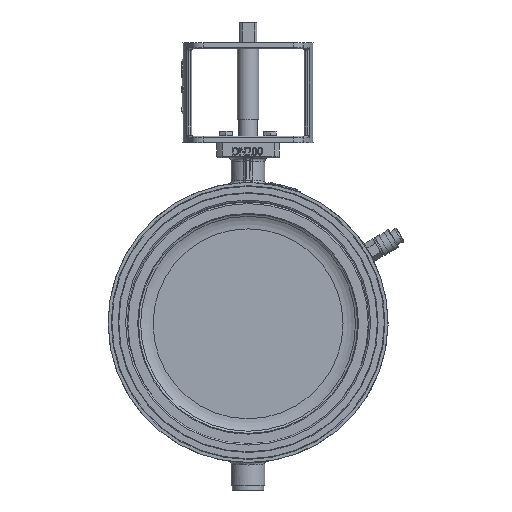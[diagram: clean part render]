
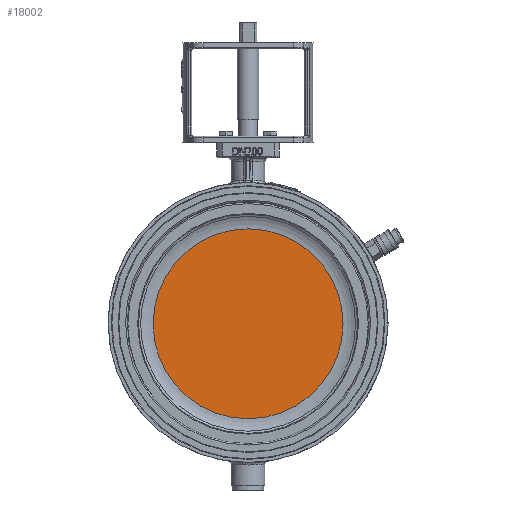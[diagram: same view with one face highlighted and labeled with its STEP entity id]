
A CAD part, front view. The second image highlights one B-rep face of the part: STEP entity #18002.
In plain terms, the highlighted planar face has unit normal (0, -1, 0).
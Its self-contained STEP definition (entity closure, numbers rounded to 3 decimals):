
#17986=CARTESIAN_POINT('',(37.99,5.0,0.0));
#17987=DIRECTION('',(0.0,-1.0,0.0));
#17988=DIRECTION('',(0.0,0.0,-1.0));
#17989=AXIS2_PLACEMENT_3D('',#17986,#17987,#17988);
#17990=PLANE('',#17989);
#17991=CARTESIAN_POINT('',(75.981,5.,0.0));
#17992=VERTEX_POINT('',#17991);
#17993=CARTESIAN_POINT('',(0.,5.,0.0));
#17994=DIRECTION('',(0.0,-1.0,0.0));
#17995=DIRECTION('',(1.0,0.0,0.0));
#17996=AXIS2_PLACEMENT_3D('',#17993,#17994,#17995);
#17997=CIRCLE('',#17996,75.981);
#17998=EDGE_CURVE('',#17992,#17992,#17997,.T.);
#17999=ORIENTED_EDGE('',*,*,#17998,.T.);
#18000=EDGE_LOOP('',(#17999));
#18001=FACE_OUTER_BOUND('',#18000,.T.);
#18002=ADVANCED_FACE('',(#18001),#17990,.T.);
